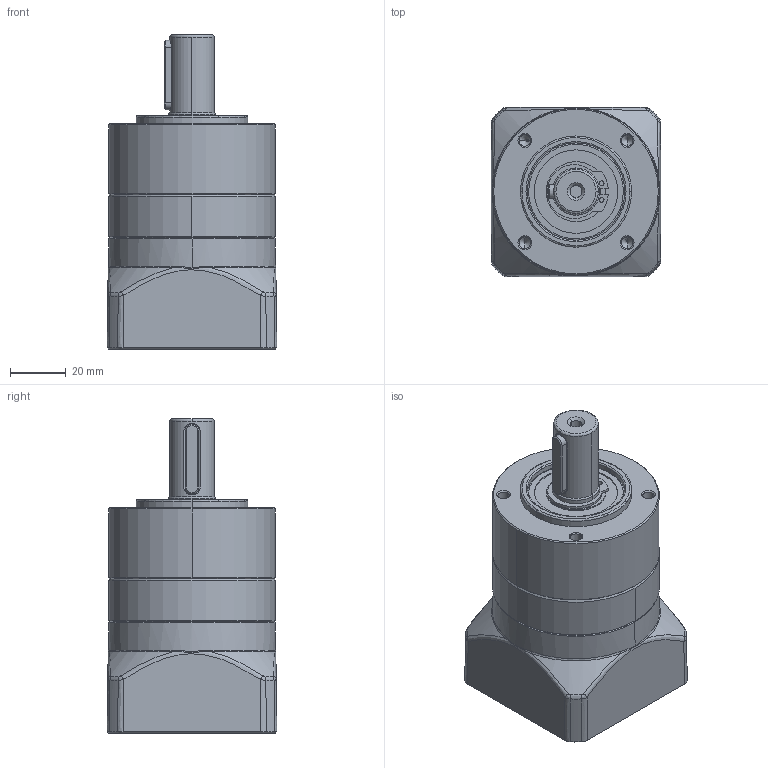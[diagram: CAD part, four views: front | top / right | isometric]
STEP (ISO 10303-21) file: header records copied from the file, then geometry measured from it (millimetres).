
FILE_DESCRIPTION (( 'STEP AP214' ), '1' );
FILE_NAME ('FE-060-L1-P2-朴8(覃淕杶)-朴38.1-朴66.7-M5-32-C16.STEP', '2024-01-04T01:36:17', ( 'admin' ), ( '' ), 'SwSTEP 2.0', 'SolidWorks 2013', '' );
FILE_SCHEMA (( 'AUTOMOTIVE_DESIGN' ));
Length unit declared in the file: millimetre
Products named in the file (11): 镂空输入法兰FE060-38.1x40xM5; 输入调整套14-8; 怀堤俴陎殤FE060-16; 单边锁输入轴FE060-14（带螺丝）; M4樓粟菜; 6003-2RZ粣創; A倰す瑩5X25; 怀堤粣縐銅17; 怀堤傷褲极FE060; 内齿圈FE060-D108; FE-060-L1-P2-朴8(覃淕杶)-朴38.1-朴66.7-M5-32-C16
Assembly tree (15 placements, depth 2):
  FE-060-L1-P2-朴8(覃淕杶)-朴38.1-朴66.7-M5-32-C16
    内齿圈FE060-D108
    怀堤傷褲极FE060
    怀堤粣縐銅17
    A倰す瑩5X25
    6003-2RZ粣創
    M4樓粟菜  x6
    单边锁输入轴FE060-14（带螺丝）
    怀堤俴陎殤FE060-16
    输入调整套14-8
    镂空输入法兰FE060-38.1x40xM5
Bounding box: 60.99 x 60.99 x 113 mm (x, y, z)
Volume: 214312.9 mm3; surface area: 67199 mm2
Topology: 10 solids, 23 shells, 754 faces, 1804 edges, 1100 vertices
Faces by surface type: cylinder 217, bspline 184, plane 181, cone 149, torus 23
Entity records: 27402 total; most frequent: CARTESIAN_POINT 14085, ORIENTED_EDGE 2802, DIRECTION 2505, EDGE_CURVE 1404, AXIS2_PLACEMENT_3D 1040, VERTEX_POINT 865, EDGE_LOOP 682, FACE_OUTER_BOUND 604
